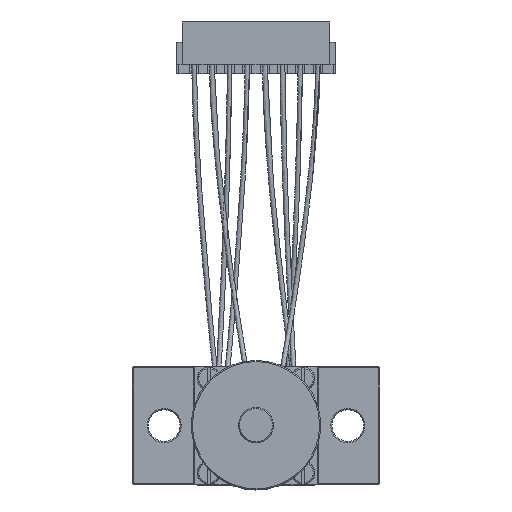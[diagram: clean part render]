
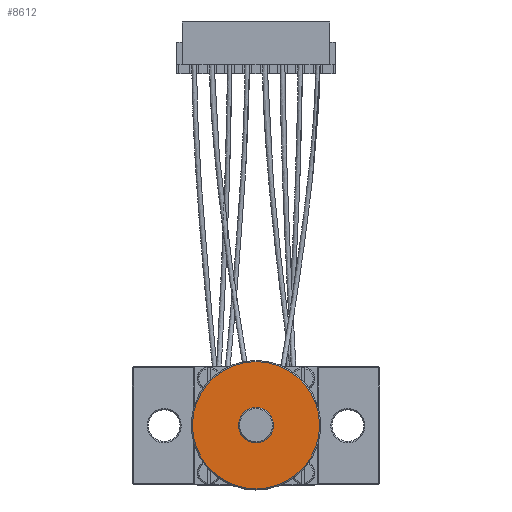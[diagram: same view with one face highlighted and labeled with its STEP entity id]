
A CAD part, top view. The second image highlights one B-rep face of the part: STEP entity #8612.
In plain terms, the highlighted planar face has unit normal (0, 0, 1).
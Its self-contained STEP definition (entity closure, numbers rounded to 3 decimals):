
#1817=PLANE('',#9165);
#2583=FACE_BOUND('',#3742,.T.);
#2790=CIRCLE('',#9164,5.4);
#2791=CIRCLE('',#9166,1.5);
#3197=FACE_OUTER_BOUND('',#3741,.T.);
#3741=EDGE_LOOP('',(#7037));
#3742=EDGE_LOOP('',(#7038));
#4615=VERTEX_POINT('',#13292);
#4616=VERTEX_POINT('',#13295);
#5522=EDGE_CURVE('',#4615,#4615,#2790,.T.);
#5523=EDGE_CURVE('',#4616,#4616,#2791,.T.);
#7037=ORIENTED_EDGE('',*,*,#5522,.F.);
#7038=ORIENTED_EDGE('',*,*,#5523,.F.);
#8612=ADVANCED_FACE('',(#3197,#2583),#1817,.T.);
#9164=AXIS2_PLACEMENT_3D('',#13293,#10544,#10545);
#9165=AXIS2_PLACEMENT_3D('',#13294,#10546,#10547);
#9166=AXIS2_PLACEMENT_3D('',#13296,#10548,#10549);
#10544=DIRECTION('center_axis',(0.,0.,
-1.));
#10545=DIRECTION('ref_axis',(0.,-1.,0.));
#10546=DIRECTION('center_axis',(0.,0.,
1.));
#10547=DIRECTION('ref_axis',(1.,0.,0.));
#10548=DIRECTION('center_axis',(0.,0.,
1.));
#10549=DIRECTION('ref_axis',(1.,0.,0.));
#13292=CARTESIAN_POINT('',(0.,5.4,56.43));
#13293=CARTESIAN_POINT('Origin',(0.,0.,
56.43));
#13294=CARTESIAN_POINT('Origin',(0.,1.5,56.43));
#13295=CARTESIAN_POINT('',(0.,1.5,56.43));
#13296=CARTESIAN_POINT('Origin',(0.,0.,
56.43));
